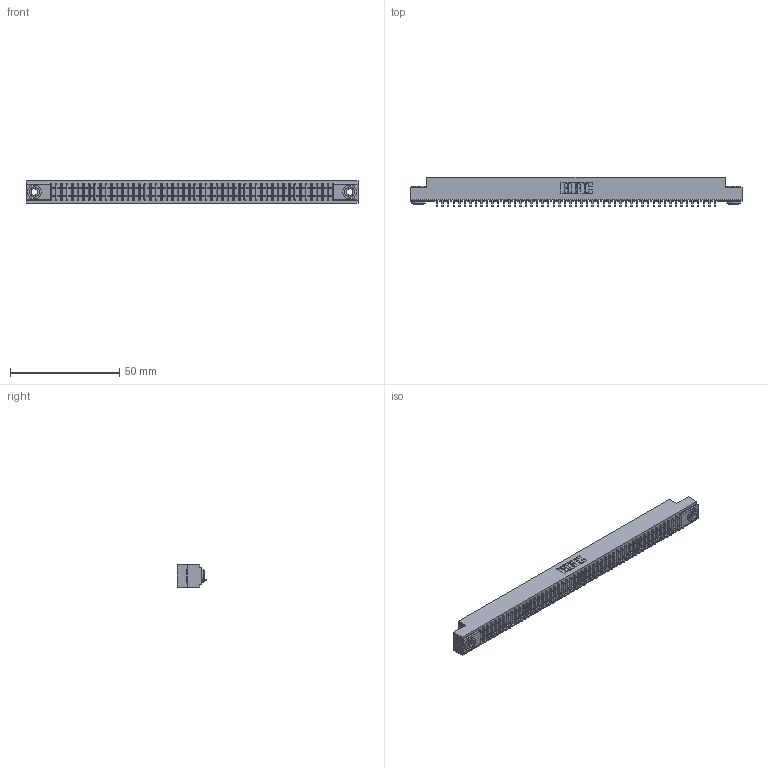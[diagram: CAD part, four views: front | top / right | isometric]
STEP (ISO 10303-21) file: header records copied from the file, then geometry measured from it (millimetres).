
FILE_DESCRIPTION (( 'STEP AP203' ), '1' );
FILE_NAME ('391-051-524-103.STEP', '2018-08-09T05:43:07', ( '' ), ( '' ), 'SwSTEP 2.0', 'SolidWorks 2016', '' );
FILE_SCHEMA (( 'CONFIG_CONTROL_DESIGN' ));
Length unit declared in the file: inch
Products named in the file (4): 341 Part_.156 (3.96) Dia Mounting Holes; 341-292-001_341-292-124; 345-250-002_345-250-002-102; 391-051-524-103
Assembly tree (54 placements, depth 2):
  391-051-524-103
    341 Part_.156 (3.96) Dia Mounting Holes
    341-292-001_341-292-124  x51
    345-250-002_345-250-002-102  x2
Bounding box: 151.76 x 13.64 x 10.16 mm (x, y, z)
Volume: 10846.6 mm3; surface area: 17144.5 mm2
Topology: 54 solids, 54 shells, 4350 faces, 12515 edges, 8030 vertices
Faces by surface type: plane 2693, cylinder 1445, sphere 104, torus 100, cone 8
Entity records: 59955 total; most frequent: CARTESIAN_POINT 10167, ORIENTED_EDGE 10146, DIRECTION 9823, EDGE_CURVE 5073, VECTOR 4099, LINE 4099, VERTEX_POINT 3206, AXIS2_PLACEMENT_3D 2862
